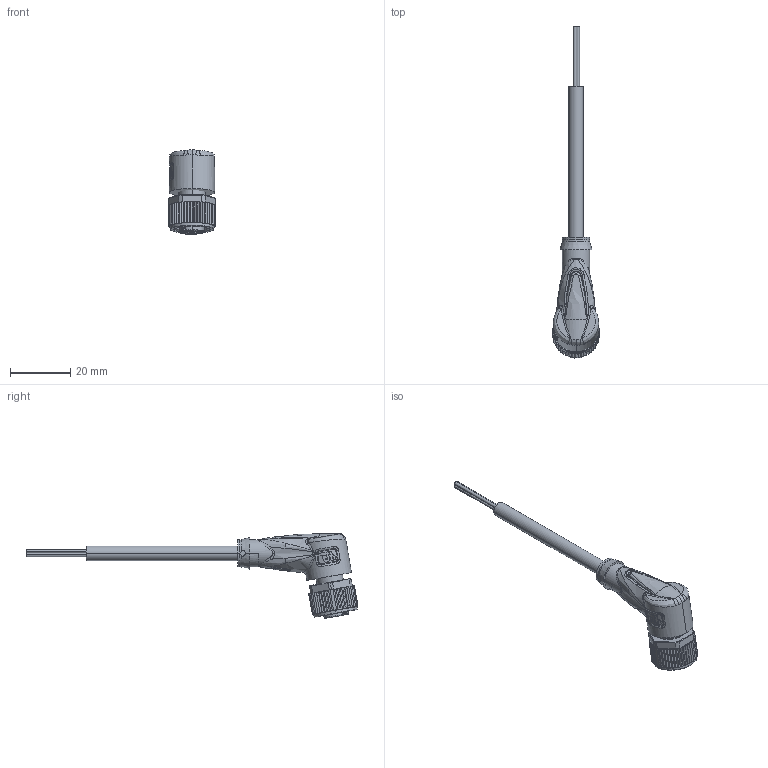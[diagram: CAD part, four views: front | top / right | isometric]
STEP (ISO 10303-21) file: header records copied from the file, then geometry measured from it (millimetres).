
FILE_DESCRIPTION(('STEP AP214'),'1');
FILE_NAME('cctmp_0665EB62-D7B9-410A-85F9-DCC9ACF7D70D_2022_04_27_10_40_11_0501..stp','2022-04-27T08:40:16',('KiM GmbH'),('CADClick - www.CADClick.com'),'Spatial InterOp 3D postprocessed',' ','unknown authorization');
FILE_SCHEMA(('AUTOMOTIVE_DESIGN'));
Length unit declared in the file: millimetre
Products named in the file (8): T195226_1; Connection2; Cable; Connection1; Connection1_3; Connection1_2; Connection1_1; T195226
Assembly tree (7 placements, depth 4):
  T195226
    T195226_1
      Connection2
      Cable
      Connection1
        Connection1_3
        Connection1_2
        Connection1_1
Bounding box: 15.4 x 109.86 x 28.05 mm (x, y, z)
Volume: 7403 mm3; surface area: 5646.5 mm2
Topology: 10 solids, 32 shells, 1179 faces, 2973 edges, 1866 vertices
Faces by surface type: plane 507, cylinder 272, torus 178, bspline 154, cone 64, sphere 4
Entity records: 57290 total; most frequent: CARTESIAN_POINT 26223, ORIENTED_EDGE 5880, DIRECTION 5407, EDGE_CURVE 2962, AXIS2_PLACEMENT_3D 1994, VERTEX_POINT 1866, LINE 1419, VECTOR 1419
